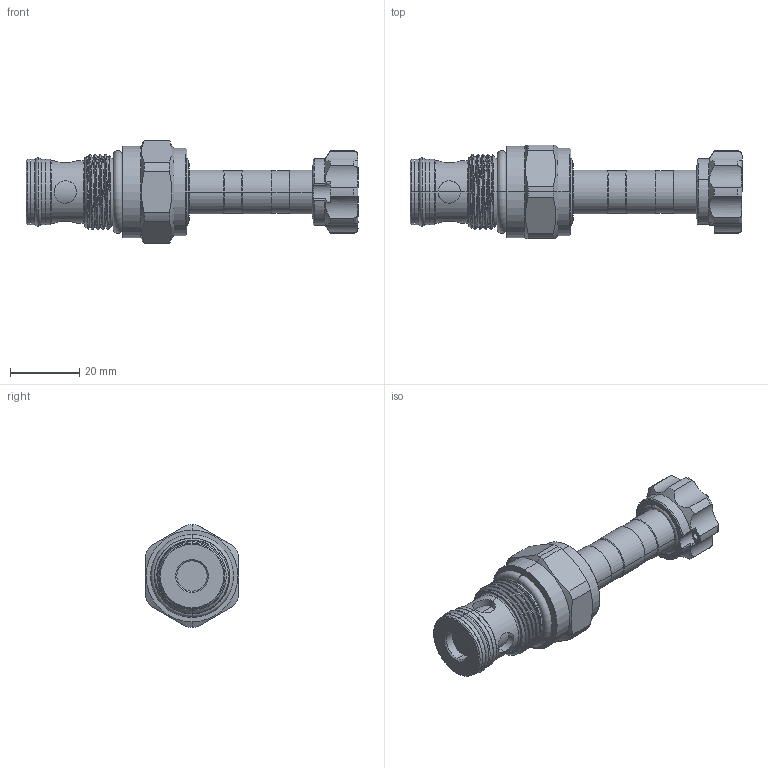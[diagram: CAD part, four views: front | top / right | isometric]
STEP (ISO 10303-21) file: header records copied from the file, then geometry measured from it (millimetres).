
FILE_DESCRIPTION (( 'STEP AP203' ), '1' );
FILE_NAME ('EP22M2A05N05.STEP', '2016-08-30T03:58:08', ( '' ), ( '' ), 'SwSTEP 2.0', 'SolidWorks 2012', '' );
FILE_SCHEMA (( 'CONFIG_CONTROL_DESIGN' ));
Length unit declared in the file: millimetre
Products named in the file (1): EP22M2A05N05
Bounding box: 96.05 x 27 x 29.6 mm (x, y, z)
Volume: 27611.8 mm3; surface area: 10095.7 mm2
Topology: 5 solids, 5 shells, 195 faces, 457 edges, 281 vertices
Faces by surface type: cylinder 102, cone 35, torus 28, plane 25, bspline 5
Entity records: 7842 total; most frequent: CARTESIAN_POINT 3346, DIRECTION 956, ORIENTED_EDGE 914, EDGE_CURVE 457, AXIS2_PLACEMENT_3D 408, VERTEX_POINT 281, CIRCLE 217, EDGE_LOOP 214
